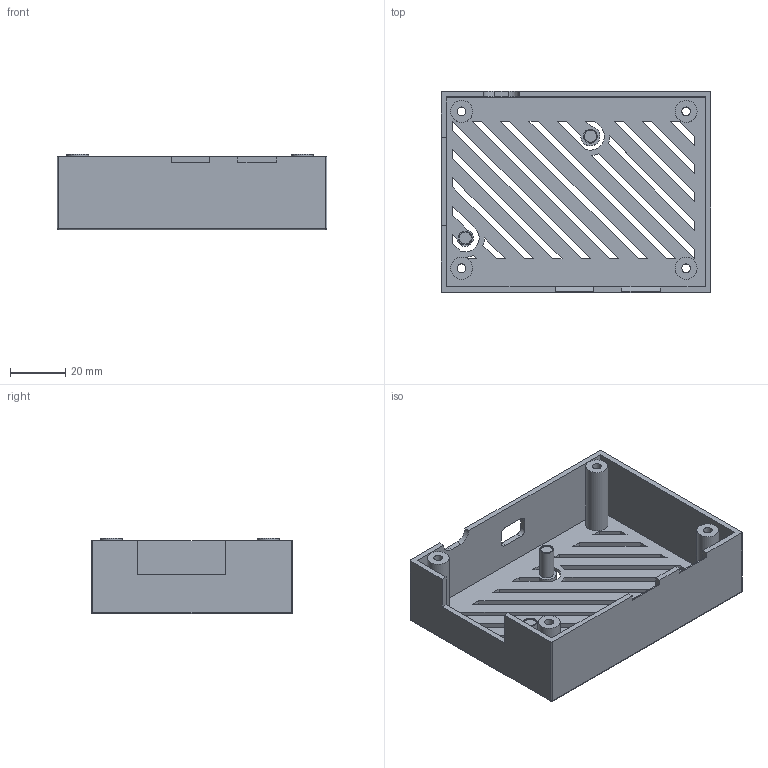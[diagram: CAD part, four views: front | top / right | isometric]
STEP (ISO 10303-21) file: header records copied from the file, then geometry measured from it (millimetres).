
FILE_DESCRIPTION(/* description */ (''),/* implementation_level */ '2;1');
FILE_NAME(/* name */ 'Dewey_CaseBodyTopRecreated.step',/* time_stamp */ '2026-01-27T00:36:13-07:00',/* author */ (''),/* organization */ (''),/* preprocessor_version */ 'ST-DEVELOPER v20.1',/* originating_system */ 'Autodesk Translation Framework v14.21.0.0',/* authorisation */ '');
FILE_SCHEMA (('AUTOMOTIVE_DESIGN { 1 0 10303 214 3 1 1 }'));
Length unit declared in the file: millimetre
Products named in the file (1): CaseBodyTopRecreated_DeweyMod
Bounding box: 98.05 x 73.05 x 27.6 mm (x, y, z)
Volume: 29344.9 mm3; surface area: 34034.2 mm2
Topology: 1 solids, 1 shells, 145 faces, 381 edges, 250 vertices
Faces by surface type: plane 103, cylinder 38, sphere 4
Full cylindrical faces by diameter (mm): 3.2 x4, 4.4 x2, 5 x2, 6 x4, 8 x4
Entity records: 4548 total; most frequent: CARTESIAN_POINT 777, ORIENTED_EDGE 762, DIRECTION 749, EDGE_CURVE 381, LINE 305, VECTOR 305, VERTEX_POINT 250, AXIS2_PLACEMENT_3D 222
